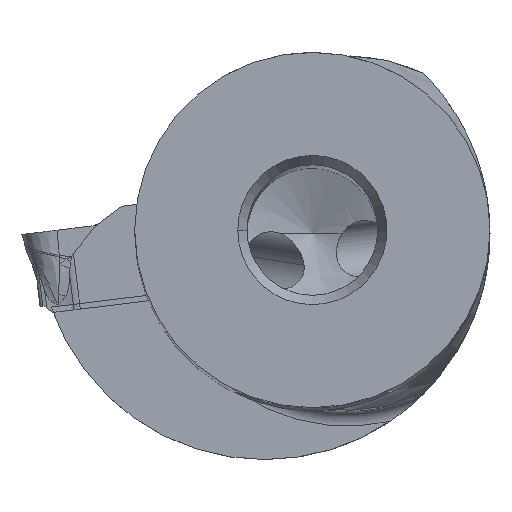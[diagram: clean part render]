
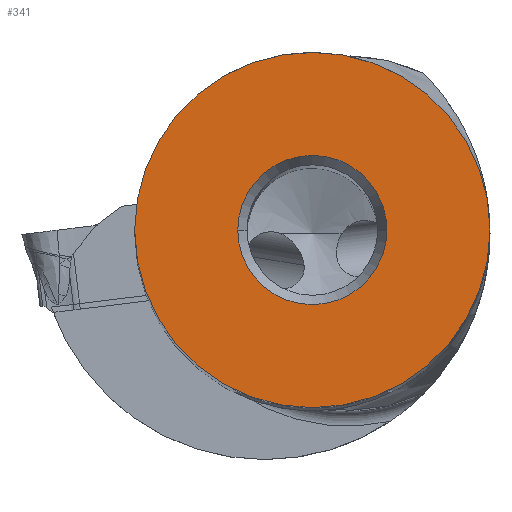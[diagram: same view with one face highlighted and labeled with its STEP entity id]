
A CAD part, top view. The second image highlights one B-rep face of the part: STEP entity #341.
In plain terms, the highlighted planar face has unit normal (0, 0, 1).
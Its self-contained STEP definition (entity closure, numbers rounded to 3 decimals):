
#48=FACE_BOUND('',#755,.T.);
#49=FACE_BOUND('',#756,.T.);
#341=ADVANCED_FACE('',(#48,#49),#438,.T.);
#438=PLANE('',#3795);
#755=EDGE_LOOP('',(#1542,#1543));
#756=EDGE_LOOP('',(#1544,#1545));
#1542=ORIENTED_EDGE('',*,*,#2626,.F.);
#1543=ORIENTED_EDGE('',*,*,#2631,.F.);
#1544=ORIENTED_EDGE('',*,*,#2632,.F.);
#1545=ORIENTED_EDGE('',*,*,#2633,.F.);
#2153=VERTEX_POINT('',#10817);
#2154=VERTEX_POINT('',#10819);
#2159=VERTEX_POINT('',#10832);
#2160=VERTEX_POINT('',#10833);
#2626=EDGE_CURVE('',#2154,#2153,#3114,.T.);
#2631=EDGE_CURVE('',#2153,#2154,#3115,.T.);
#2632=EDGE_CURVE('',#2159,#2160,#3116,.T.);
#2633=EDGE_CURVE('',#2160,#2159,#3117,.T.);
#3114=CIRCLE('',#3788,9.525);
#3115=CIRCLE('',#3792,9.525);
#3116=CIRCLE('',#3793,4.);
#3117=CIRCLE('',#3794,4.);
#3788=AXIS2_PLACEMENT_3D('',#10820,#4305,#4306);
#3792=AXIS2_PLACEMENT_3D('',#10830,#4315,#4316);
#3793=AXIS2_PLACEMENT_3D('',#10831,#4317,#4318);
#3794=AXIS2_PLACEMENT_3D('',#10834,#4319,#4320);
#3795=AXIS2_PLACEMENT_3D('',#10835,#4321,#4322);
#4305=DIRECTION('',(0.,0.,-1.));
#4306=DIRECTION('',(-1.,0.,0.));
#4315=DIRECTION('',(0.,0.,-1.));
#4316=DIRECTION('',(1.,0.,0.));
#4317=DIRECTION('',(0.,0.,1.));
#4318=DIRECTION('',(-1.,0.,0.));
#4319=DIRECTION('',(0.,0.,1.));
#4320=DIRECTION('',(1.,0.,0.));
#4321=DIRECTION('',(0.,0.,1.));
#4322=DIRECTION('',(-1.,0.,0.));
#10817=CARTESIAN_POINT('',(9.525,0.,0.));
#10819=CARTESIAN_POINT('',(-9.525,0.,0.));
#10820=CARTESIAN_POINT('',(0.,0.,0.));
#10830=CARTESIAN_POINT('',(0.,0.,0.));
#10831=CARTESIAN_POINT('',(0.,0.,0.));
#10832=CARTESIAN_POINT('',(-4.,0.,0.));
#10833=CARTESIAN_POINT('',(4.,0.,0.));
#10834=CARTESIAN_POINT('',(0.,0.,0.));
#10835=CARTESIAN_POINT('',(0.,0.,0.));
